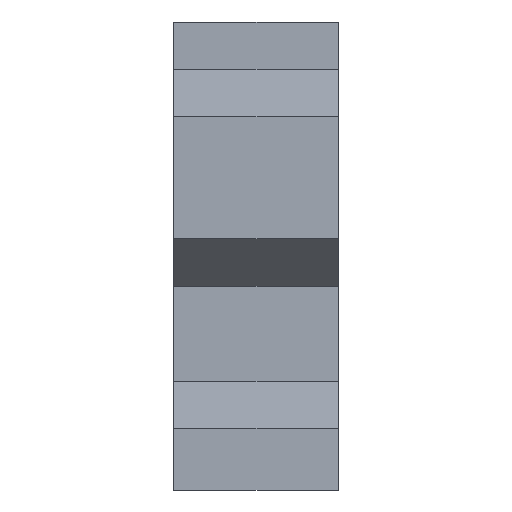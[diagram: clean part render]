
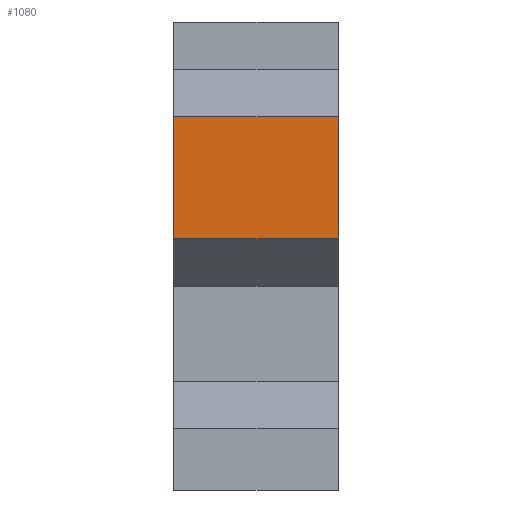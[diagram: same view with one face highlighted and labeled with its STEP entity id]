
A CAD part, left-side view. The second image highlights one B-rep face of the part: STEP entity #1080.
In plain terms, the highlighted planar face has unit normal (-1, 0, 0).
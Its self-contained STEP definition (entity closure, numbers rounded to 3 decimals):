
#21 = VECTOR ( 'NONE', #2019, 1000. ) ;
#146 = ORIENTED_EDGE ( 'NONE', *, *, #1623, .F. ) ;
#195 = EDGE_CURVE ( 'NONE', #1646, #2234, #520, .T. ) ;
#214 = DIRECTION ( 'NONE',  ( 0., 0., 1. ) ) ;
#306 = CARTESIAN_POINT ( 'NONE',  ( 11., 20., 7.506 ) ) ;
#520 = LINE ( 'NONE', #704, #1223 ) ;
#574 = FACE_OUTER_BOUND ( 'NONE', #2025, .T. ) ;
#620 = VECTOR ( 'NONE', #1456, 1000. ) ;
#704 = CARTESIAN_POINT ( 'NONE',  ( 11., 20., 7.506 ) ) ;
#738 = ORIENTED_EDGE ( 'NONE', *, *, #1847, .T. ) ;
#739 = ORIENTED_EDGE ( 'NONE', *, *, #870, .T. ) ;
#864 = LINE ( 'NONE', #1234, #2341 ) ;
#870 = EDGE_CURVE ( 'NONE', #1383, #1147, #1272, .T. ) ;
#1046 = CARTESIAN_POINT ( 'NONE',  ( 11., 20., -7.4 ) ) ;
#1050 = LINE ( 'NONE', #1440, #620 ) ;
#1080 = ADVANCED_FACE ( 'NONE', ( #574 ), #2083, .T. ) ;
#1142 = CARTESIAN_POINT ( 'NONE',  ( 11., 20., 0. ) ) ;
#1147 = VERTEX_POINT ( 'NONE', #2094 ) ;
#1223 = VECTOR ( 'NONE', #1448, 1000. ) ;
#1234 = CARTESIAN_POINT ( 'NONE',  ( 11., 0., 0. ) ) ;
#1255 = CARTESIAN_POINT ( 'NONE',  ( 11., 20., -7.4 ) ) ;
#1272 = LINE ( 'NONE', #1255, #21 ) ;
#1323 = DIRECTION ( 'NONE',  ( -1., 0., 0. ) ) ;
#1373 = CARTESIAN_POINT ( 'NONE',  ( 11., 0., 7.506 ) ) ;
#1383 = VERTEX_POINT ( 'NONE', #1046 ) ;
#1440 = CARTESIAN_POINT ( 'NONE',  ( 11., 20., 0. ) ) ;
#1448 = DIRECTION ( 'NONE',  ( 0., -1., 0. ) ) ;
#1456 = DIRECTION ( 'NONE',  ( 0., 0., -1. ) ) ;
#1606 = DIRECTION ( 'NONE',  ( 0., 0., -1. ) ) ;
#1623 = EDGE_CURVE ( 'NONE', #2234, #1147, #864, .T. ) ;
#1646 = VERTEX_POINT ( 'NONE', #306 ) ;
#1741 = AXIS2_PLACEMENT_3D ( 'NONE', #1142, #1323, #214 ) ;
#1847 = EDGE_CURVE ( 'NONE', #1646, #1383, #1050, .T. ) ;
#2019 = DIRECTION ( 'NONE',  ( 0., -1., 0. ) ) ;
#2025 = EDGE_LOOP ( 'NONE', ( #146, #2407, #738, #739 ) ) ;
#2083 = PLANE ( 'NONE',  #1741 ) ;
#2094 = CARTESIAN_POINT ( 'NONE',  ( 11., 0., -7.4 ) ) ;
#2234 = VERTEX_POINT ( 'NONE', #1373 ) ;
#2341 = VECTOR ( 'NONE', #1606, 1000. ) ;
#2407 = ORIENTED_EDGE ( 'NONE', *, *, #195, .F. ) ;
